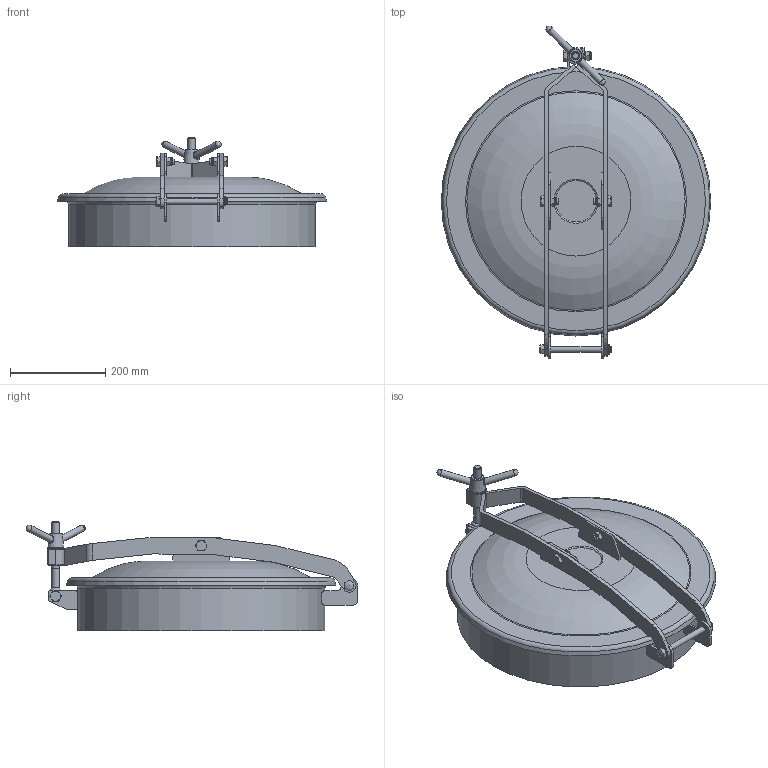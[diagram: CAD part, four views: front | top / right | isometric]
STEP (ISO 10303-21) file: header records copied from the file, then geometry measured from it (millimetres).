
FILE_DESCRIPTION(/* description */ ('Unknown'),/* implementation_level */ '2;1');
FILE_NAME(/* name */ 'FA66E3000 MOD T_500 rev 01',/* time_stamp */ '2016-07-01T17:05:57+02:00',/* author */ ('Unknown'),/* organization */ ('Unknown'),/* preprocessor_version */ 'ST-DEVELOPER v16',/* originating_system */ 'DEX',/* authorisation */ $);
FILE_SCHEMA (('AUTOMOTIVE_DESIGN {1 0 10303 214 3 1 1}'));
Length unit declared in the file: millimetre
Products named in the file (21): FA66E3000 MOD T_500 rev 01; 7TA6600 rev 0; 8AL38-40 rev 0; 81060 rev 02; 81069 rev 01; 7CA6600 rev 01; 8AS207 rev 01; 81004 rev 01; 9631 assieme; 95030; 93011 rev 02; 95209; 71037 rev 01; 8P117 rev 01; 97280; 8P117 rev 01_mir; 95421; 95031; 91014 rev 05; 94031 rev 0; 97052 rev 04
Assembly tree (26 placements, depth 3):
  FA66E3000 MOD T_500 rev 01
    7TA6600 rev 0
      8AL38-40 rev 0
      81060 rev 02  x2
      81069 rev 01  x2
    7CA6600 rev 01
      8AS207 rev 01
      81004 rev 01  x2
    9631 assieme
    95030  x2
    93011 rev 02
    95209  x3
    71037 rev 01
      8P117 rev 01
      97280
      8P117 rev 01_mir
    95421
    95031
    91014 rev 05
    94031 rev 0
    97052 rev 04
Bounding box: 565 x 695.57 x 230 mm (x, y, z)
Volume: 2249451.8 mm3; surface area: 1264027.6 mm2
Topology: 23 solids, 23 shells, 390 faces, 925 edges, 575 vertices
Faces by surface type: plane 165, cylinder 119, cone 51, torus 30, sphere 17, bspline 8
Full cylindrical faces by diameter (mm): 10 x1, 10.106 x3, 12 x5, 12.5 x11, 13.835 x1, 14 x2, 16 x2, 24 x1, 25 x2, 34 x1, 512 x1, 518 x1, 540 x1, 546 x1, 547 x1, 552.8 x1
Entity records: 12415 total; most frequent: CARTESIAN_POINT 4716, DIRECTION 1487, ORIENTED_EDGE 1200, AXIS2_PLACEMENT_3D 619, EDGE_CURVE 600, EDGE_LOOP 433, FACE_BOUND 433, VERTEX_POINT 419
